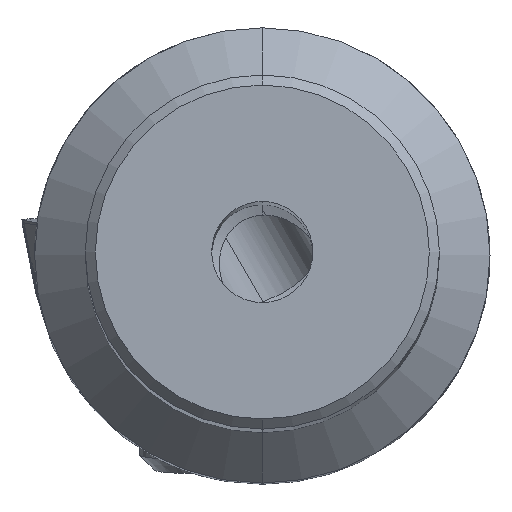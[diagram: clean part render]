
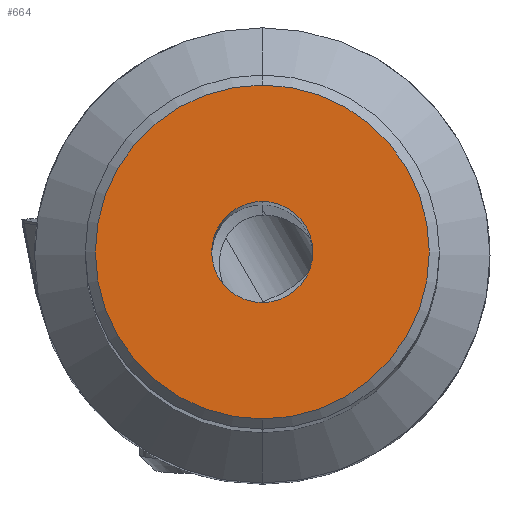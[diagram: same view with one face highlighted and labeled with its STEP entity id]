
A CAD part, top view. The second image highlights one B-rep face of the part: STEP entity #664.
In plain terms, the highlighted planar face has unit normal (0, 0, 1).
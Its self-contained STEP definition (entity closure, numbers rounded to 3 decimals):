
#664=ADVANCED_FACE('NONE',(#1879,#1880),#1881,.F.);
#908=EDGE_CURVE('NONE',#1484,#1418,#2148,.T.);
#956=VERTEX_POINT('NONE',#2201);
#1088=EDGE_CURVE('NONE',#956,#1510,#2346,.T.);
#1258=EDGE_CURVE('NONE',#1510,#956,#2528,.T.);
#1418=VERTEX_POINT('NONE',#2710);
#1484=VERTEX_POINT('NONE',#2784);
#1510=VERTEX_POINT('NONE',#2813);
#1536=EDGE_CURVE('NONE',#1418,#1484,#2844,.T.);
#1879=FACE_OUTER_BOUND('',#3219,.T.);
#1880=FACE_BOUND('',#3220,.T.);
#1881=PLANE('',#3221);
#2148=CIRCLE('',#3639,3.3);
#2201=CARTESIAN_POINT('',(0.0,1.0,34.879));
#2346=CIRCLE('',#3925,1.0);
#2528=CIRCLE('',#4219,1.0);
#2710=CARTESIAN_POINT('',(0.0,3.3,34.879));
#2784=CARTESIAN_POINT('',(0.,-3.3,34.879));
#2813=CARTESIAN_POINT('',(0.,-1.,34.879));
#2844=CIRCLE('',#4684,3.3);
#3219=EDGE_LOOP('',(#5284,#5285));
#3220=EDGE_LOOP('',(#5286,#5287));
#3221=AXIS2_PLACEMENT_3D('',#5288,#5289,#5290);
#3639=AXIS2_PLACEMENT_3D('',#5581,#5582,#5583);
#3925=AXIS2_PLACEMENT_3D('',#5809,#5810,#5811);
#4219=AXIS2_PLACEMENT_3D('',#5996,#5997,#5998);
#4684=AXIS2_PLACEMENT_3D('',#6394,#6395,#6396);
#5284=ORIENTED_EDGE('',*,*,#1536,.T.);
#5285=ORIENTED_EDGE('',*,*,#908,.T.);
#5286=ORIENTED_EDGE('',*,*,#1088,.F.);
#5287=ORIENTED_EDGE('',*,*,#1258,.F.);
#5288=CARTESIAN_POINT('',(0.0,0.,34.879));
#5289=DIRECTION('',(0.0,0.,-1.0));
#5290=DIRECTION('',(0.0,1.0,0.));
#5581=CARTESIAN_POINT('',(0.0,0.,34.879));
#5582=DIRECTION('',(0.0,0.,1.0));
#5583=DIRECTION('',(0.0,1.0,0.));
#5809=CARTESIAN_POINT('',(0.0,0.,34.879));
#5810=DIRECTION('',(0.0,0.,1.0));
#5811=DIRECTION('',(0.0,1.0,0.));
#5996=CARTESIAN_POINT('',(0.0,0.,34.879));
#5997=DIRECTION('',(0.0,0.,1.0));
#5998=DIRECTION('',(0.0,1.0,0.));
#6394=CARTESIAN_POINT('',(0.0,0.,34.879));
#6395=DIRECTION('',(0.0,0.,1.0));
#6396=DIRECTION('',(0.0,1.0,0.));
